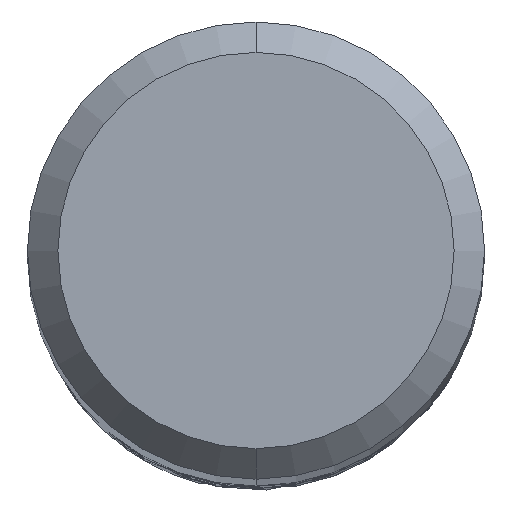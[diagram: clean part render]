
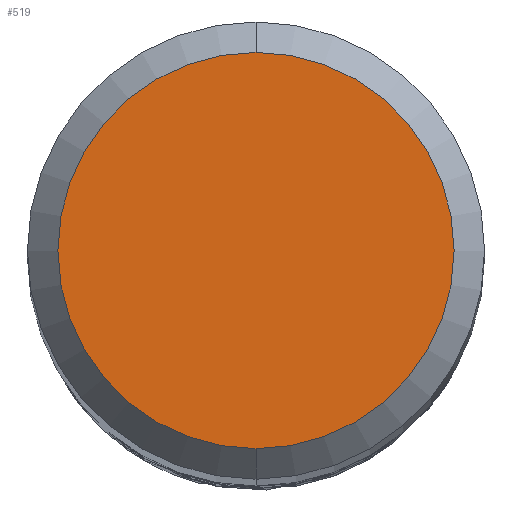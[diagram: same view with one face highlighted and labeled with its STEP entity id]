
A CAD part, top view. The second image highlights one B-rep face of the part: STEP entity #519.
In plain terms, the highlighted planar face has unit normal (0, 0, 1).
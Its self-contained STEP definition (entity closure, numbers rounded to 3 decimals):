
#371=EDGE_CURVE('',#823,#923,#1034,.T.);
#519=ADVANCED_FACE('',(#1192),#1193,.T.);
#715=EDGE_CURVE('',#923,#823,#1413,.T.);
#823=VERTEX_POINT('',#1531);
#923=VERTEX_POINT('',#1636);
#1034=CIRCLE('',#1780,2.6);
#1192=FACE_OUTER_BOUND('',#4026,.T.);
#1193=PLANE('',#4027);
#1413=CIRCLE('',#6159,2.6);
#1531=CARTESIAN_POINT('',(0.0,2.6,0.0));
#1636=CARTESIAN_POINT('',(0.,-2.6,0.0));
#1780=AXIS2_PLACEMENT_3D('',#9985,#9986,#9987);
#4026=EDGE_LOOP('',(#10114,#10115));
#4027=AXIS2_PLACEMENT_3D('',#10116,#10117,#10118);
#6159=AXIS2_PLACEMENT_3D('',#10422,#10423,#10424);
#9985=CARTESIAN_POINT('',(0.0,0.0,0.0));
#9986=DIRECTION('',(0.0,0.0,-1.0));
#9987=DIRECTION('',(0.0,1.0,0.0));
#10114=ORIENTED_EDGE('',*,*,#371,.F.);
#10115=ORIENTED_EDGE('',*,*,#715,.F.);
#10116=CARTESIAN_POINT('',(0.0,1.3,0.0));
#10117=DIRECTION('',(-0.0,0.0,1.0));
#10118=DIRECTION('',(0.0,-1.0,0.0));
#10422=CARTESIAN_POINT('',(0.0,0.0,0.0));
#10423=DIRECTION('',(0.0,0.0,-1.0));
#10424=DIRECTION('',(0.0,1.0,0.0));
